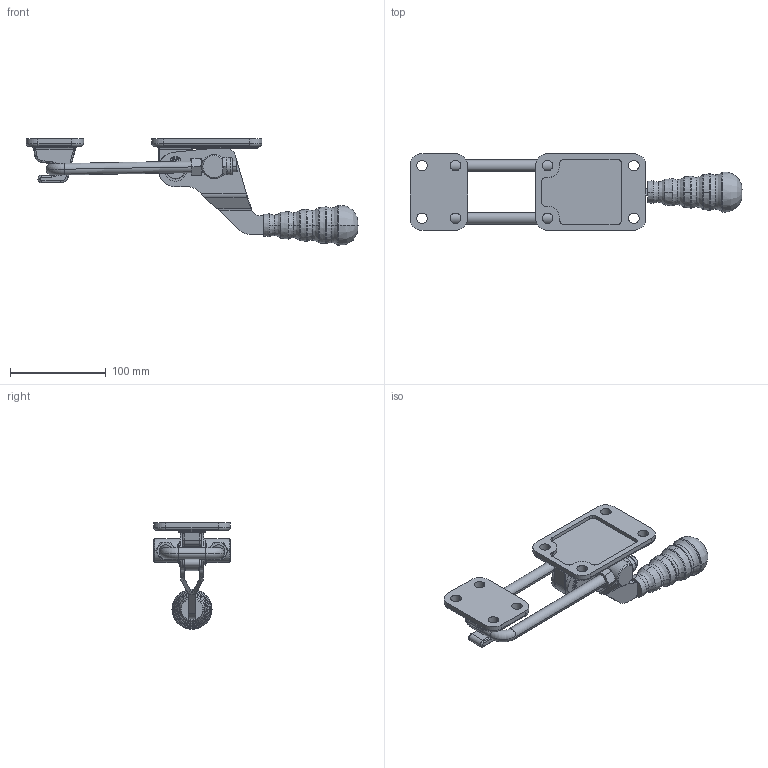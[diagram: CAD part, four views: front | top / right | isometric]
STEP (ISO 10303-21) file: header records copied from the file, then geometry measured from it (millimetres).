
FILE_DESCRIPTION((''),'2;1');
FILE_NAME('450.stp','2005-09-01T11:53:55',('CAD'),(''),'Autodesk Inventor 8','Autodesk Inventor 8','');
FILE_SCHEMA(('AUTOMOTIVE_DESIGN { 1 0 10303 214 1 1 1 1 }'));
Length unit declared in the file: millimetre
Products named in the file (1): Part49
Bounding box: 346.22 x 80 x 111.08 mm (x, y, z)
Volume: 334667.8 mm3; surface area: 92921.9 mm2
Topology: 1 solids, 3 shells, 527 faces, 1333 edges, 813 vertices
Faces by surface type: cylinder 168, plane 124, cone 98, bspline 91, torus 44, sphere 2
Entity records: 19192 total; most frequent: CARTESIAN_POINT 6727, DIRECTION 2687, ORIENTED_EDGE 2642, EDGE_CURVE 1321, AXIS2_PLACEMENT_3D 1082, VERTEX_POINT 813, CIRCLE 612, EDGE_LOOP 570
